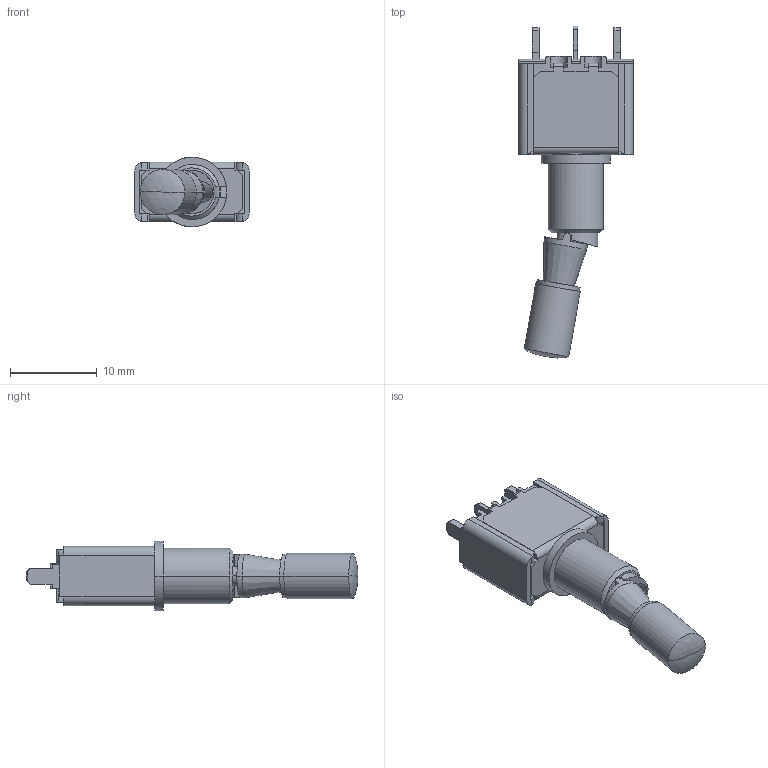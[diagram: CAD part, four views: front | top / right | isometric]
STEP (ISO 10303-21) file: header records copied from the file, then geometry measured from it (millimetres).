
FILE_DESCRIPTION((''),'2;1');
FILE_NAME('5632ADGK-14V','2014-12-22T',('brevel'),(''),'PRO/ENGINEER BY PARAMETRIC TECHNOLOGY CORPORATION, 2013410','PRO/ENGINEER BY PARAMETRIC TECHNOLOGY CORPORATION, 2013410','');
FILE_SCHEMA(('CONFIG_CONTROL_DESIGN'));
Length unit declared in the file: millimetre
Products named in the file (1): 5632ADGK-14V
Bounding box: 13.2 x 38.18 x 8 mm (x, y, z)
Surface area: 1520.1 mm2 (no closed solid volume)
Topology: 0 solids, 9 shells, 228 faces, 725 edges, 489 vertices
Faces by surface type: plane 161, cylinder 56, torus 4, bspline 4, cone 3
Entity records: 8382 total; most frequent: CARTESIAN_POINT 2037, ORIENTED_EDGE 1299, DIRECTION 1273, EDGE_CURVE 723, VECTOR 489, LINE 489, VERTEX_POINT 489, AXIS2_PLACEMENT_3D 392
